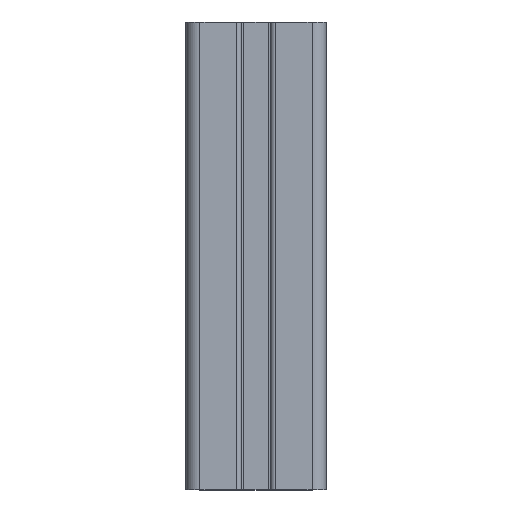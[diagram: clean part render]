
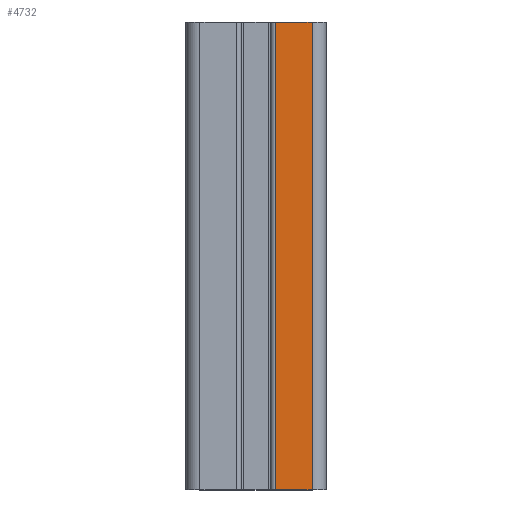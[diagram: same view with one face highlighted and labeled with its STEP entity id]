
A CAD part, top view. The second image highlights one B-rep face of the part: STEP entity #4732.
In plain terms, the highlighted planar face has unit normal (0, 0, 1).
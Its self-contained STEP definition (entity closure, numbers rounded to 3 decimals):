
#73 = PLANE('',#74);
#74 = AXIS2_PLACEMENT_3D('',#75,#76,#77);
#75 = CARTESIAN_POINT('',(-15.,-50.,-15.));
#76 = DIRECTION('',(0.,-1.,0.));
#77 = DIRECTION('',(0.,0.,-1.));
#128 = PLANE('',#129);
#129 = AXIS2_PLACEMENT_3D('',#130,#131,#132);
#130 = CARTESIAN_POINT('',(-15.,50.,-15.));
#131 = DIRECTION('',(0.,-1.,0.));
#132 = DIRECTION('',(0.,0.,-1.));
#2117 = VERTEX_POINT('',#2118);
#2118 = CARTESIAN_POINT('',(12.,-50.,15.));
#2133 = CYLINDRICAL_SURFACE('',#2134,3.);
#2134 = AXIS2_PLACEMENT_3D('',#2135,#2136,#2137);
#2135 = CARTESIAN_POINT('',(12.,-50.,12.));
#2136 = DIRECTION('',(-0.,-1.,-0.));
#2137 = DIRECTION('',(0.,0.,1.));
#2145 = EDGE_CURVE('',#2117,#2146,#2148,.T.);
#2146 = VERTEX_POINT('',#2147);
#2147 = CARTESIAN_POINT('',(4.1,-50.,15.));
#2148 = SURFACE_CURVE('',#2149,(#2153,#2160),.PCURVE_S1.);
#2149 = LINE('',#2150,#2151);
#2150 = CARTESIAN_POINT('',(15.,-50.,15.));
#2151 = VECTOR('',#2152,1.);
#2152 = DIRECTION('',(-1.,0.,0.));
#2153 = PCURVE('',#73,#2154);
#2154 = DEFINITIONAL_REPRESENTATION('',(#2155),#2159);
#2155 = LINE('',#2156,#2157);
#2156 = CARTESIAN_POINT('',(-30.,30.));
#2157 = VECTOR('',#2158,1.);
#2158 = DIRECTION('',(0.,-1.));
#2159 = ( GEOMETRIC_REPRESENTATION_CONTEXT(2) 
PARAMETRIC_REPRESENTATION_CONTEXT() REPRESENTATION_CONTEXT('2D SPACE',''
  ) );
#2160 = PCURVE('',#2161,#2166);
#2161 = PLANE('',#2162);
#2162 = AXIS2_PLACEMENT_3D('',#2163,#2164,#2165);
#2163 = CARTESIAN_POINT('',(15.,-50.,15.));
#2164 = DIRECTION('',(0.,0.,-1.));
#2165 = DIRECTION('',(-1.,0.,0.));
#2166 = DEFINITIONAL_REPRESENTATION('',(#2167),#2171);
#2167 = LINE('',#2168,#2169);
#2168 = CARTESIAN_POINT('',(0.,0.));
#2169 = VECTOR('',#2170,1.);
#2170 = DIRECTION('',(1.,0.));
#2171 = ( GEOMETRIC_REPRESENTATION_CONTEXT(2) 
PARAMETRIC_REPRESENTATION_CONTEXT() REPRESENTATION_CONTEXT('2D SPACE',''
  ) );
#2190 = CYLINDRICAL_SURFACE('',#2191,1.);
#2191 = AXIS2_PLACEMENT_3D('',#2192,#2193,#2194);
#2192 = CARTESIAN_POINT('',(4.1,58.908,14.));
#2193 = DIRECTION('',(-0.,1.,-0.));
#2194 = DIRECTION('',(0.,0.,-1.));
#4732 = ADVANCED_FACE('',(#4733),#2161,.F.);
#4733 = FACE_BOUND('',#4734,.T.);
#4734 = EDGE_LOOP('',(#4735,#4736,#4759,#4782));
#4735 = ORIENTED_EDGE('',*,*,#2145,.F.);
#4736 = ORIENTED_EDGE('',*,*,#4737,.T.);
#4737 = EDGE_CURVE('',#2117,#4738,#4740,.T.);
#4738 = VERTEX_POINT('',#4739);
#4739 = CARTESIAN_POINT('',(12.,50.,15.));
#4740 = SURFACE_CURVE('',#4741,(#4745,#4752),.PCURVE_S1.);
#4741 = LINE('',#4742,#4743);
#4742 = CARTESIAN_POINT('',(12.,-50.,15.));
#4743 = VECTOR('',#4744,1.);
#4744 = DIRECTION('',(0.,1.,0.));
#4745 = PCURVE('',#2161,#4746);
#4746 = DEFINITIONAL_REPRESENTATION('',(#4747),#4751);
#4747 = LINE('',#4748,#4749);
#4748 = CARTESIAN_POINT('',(3.,0.));
#4749 = VECTOR('',#4750,1.);
#4750 = DIRECTION('',(0.,1.));
#4751 = ( GEOMETRIC_REPRESENTATION_CONTEXT(2) 
PARAMETRIC_REPRESENTATION_CONTEXT() REPRESENTATION_CONTEXT('2D SPACE',''
  ) );
#4752 = PCURVE('',#2133,#4753);
#4753 = DEFINITIONAL_REPRESENTATION('',(#4754),#4758);
#4754 = LINE('',#4755,#4756);
#4755 = CARTESIAN_POINT('',(6.283,0.));
#4756 = VECTOR('',#4757,1.);
#4757 = DIRECTION('',(0.,-1.));
#4758 = ( GEOMETRIC_REPRESENTATION_CONTEXT(2) 
PARAMETRIC_REPRESENTATION_CONTEXT() REPRESENTATION_CONTEXT('2D SPACE',''
  ) );
#4759 = ORIENTED_EDGE('',*,*,#4760,.T.);
#4760 = EDGE_CURVE('',#4738,#4761,#4763,.T.);
#4761 = VERTEX_POINT('',#4762);
#4762 = CARTESIAN_POINT('',(4.1,50.,15.));
#4763 = SURFACE_CURVE('',#4764,(#4768,#4775),.PCURVE_S1.);
#4764 = LINE('',#4765,#4766);
#4765 = CARTESIAN_POINT('',(15.,50.,15.));
#4766 = VECTOR('',#4767,1.);
#4767 = DIRECTION('',(-1.,0.,0.));
#4768 = PCURVE('',#2161,#4769);
#4769 = DEFINITIONAL_REPRESENTATION('',(#4770),#4774);
#4770 = LINE('',#4771,#4772);
#4771 = CARTESIAN_POINT('',(0.,100.));
#4772 = VECTOR('',#4773,1.);
#4773 = DIRECTION('',(1.,0.));
#4774 = ( GEOMETRIC_REPRESENTATION_CONTEXT(2) 
PARAMETRIC_REPRESENTATION_CONTEXT() REPRESENTATION_CONTEXT('2D SPACE',''
  ) );
#4775 = PCURVE('',#128,#4776);
#4776 = DEFINITIONAL_REPRESENTATION('',(#4777),#4781);
#4777 = LINE('',#4778,#4779);
#4778 = CARTESIAN_POINT('',(-30.,30.));
#4779 = VECTOR('',#4780,1.);
#4780 = DIRECTION('',(0.,-1.));
#4781 = ( GEOMETRIC_REPRESENTATION_CONTEXT(2) 
PARAMETRIC_REPRESENTATION_CONTEXT() REPRESENTATION_CONTEXT('2D SPACE',''
  ) );
#4782 = ORIENTED_EDGE('',*,*,#4783,.T.);
#4783 = EDGE_CURVE('',#4761,#2146,#4784,.T.);
#4784 = SURFACE_CURVE('',#4785,(#4789,#4796),.PCURVE_S1.);
#4785 = LINE('',#4786,#4787);
#4786 = CARTESIAN_POINT('',(4.1,58.908,15.));
#4787 = VECTOR('',#4788,1.);
#4788 = DIRECTION('',(0.,-1.,0.));
#4789 = PCURVE('',#2161,#4790);
#4790 = DEFINITIONAL_REPRESENTATION('',(#4791),#4795);
#4791 = LINE('',#4792,#4793);
#4792 = CARTESIAN_POINT('',(10.9,108.908));
#4793 = VECTOR('',#4794,1.);
#4794 = DIRECTION('',(-0.,-1.));
#4795 = ( GEOMETRIC_REPRESENTATION_CONTEXT(2) 
PARAMETRIC_REPRESENTATION_CONTEXT() REPRESENTATION_CONTEXT('2D SPACE',''
  ) );
#4796 = PCURVE('',#2190,#4797);
#4797 = DEFINITIONAL_REPRESENTATION('',(#4798),#4802);
#4798 = LINE('',#4799,#4800);
#4799 = CARTESIAN_POINT('',(3.142,0.));
#4800 = VECTOR('',#4801,1.);
#4801 = DIRECTION('',(0.,-1.));
#4802 = ( GEOMETRIC_REPRESENTATION_CONTEXT(2) 
PARAMETRIC_REPRESENTATION_CONTEXT() REPRESENTATION_CONTEXT('2D SPACE',''
  ) );
